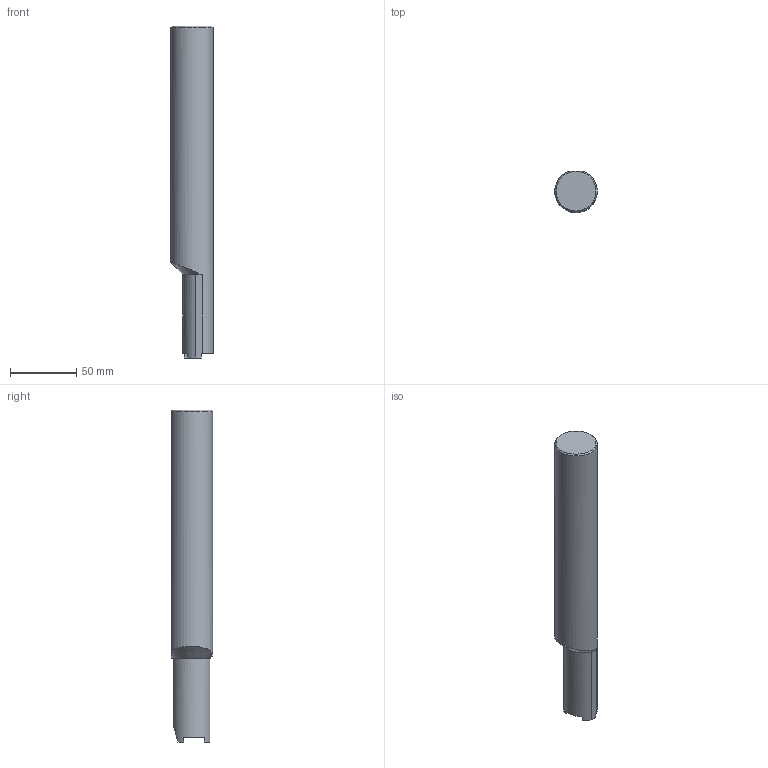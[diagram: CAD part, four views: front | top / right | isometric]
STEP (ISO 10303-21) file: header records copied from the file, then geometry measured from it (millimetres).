
FILE_DESCRIPTION (( 'STEP AP214' ), '1' );
FILE_NAME ('70861126.step', '2013-07-04T13:42:42', ( '' ), ( '' ), 'SwSTEP 2.0', 'SolidWorks 2013', '' );
FILE_SCHEMA (( 'AUTOMOTIVE_DESIGN' ));
Length unit declared in the file: millimetre
Products named in the file (1): 70861126
Bounding box: 32 x 31 x 250 mm (x, y, z)
Volume: 176661.1 mm3; surface area: 25194.2 mm2
Topology: 1 solids, 1 shells, 29 faces, 69 edges, 45 vertices
Faces by surface type: plane 19, cylinder 6, cone 3, torus 1
Full cylindrical faces by diameter (mm): 3.5 x3
Entity records: 957 total; most frequent: CARTESIAN_POINT 266, DIRECTION 134, ORIENTED_EDGE 132, EDGE_CURVE 66, AXIS2_PLACEMENT_3D 50, VERTEX_POINT 45, EDGE_LOOP 35, VECTOR 34
